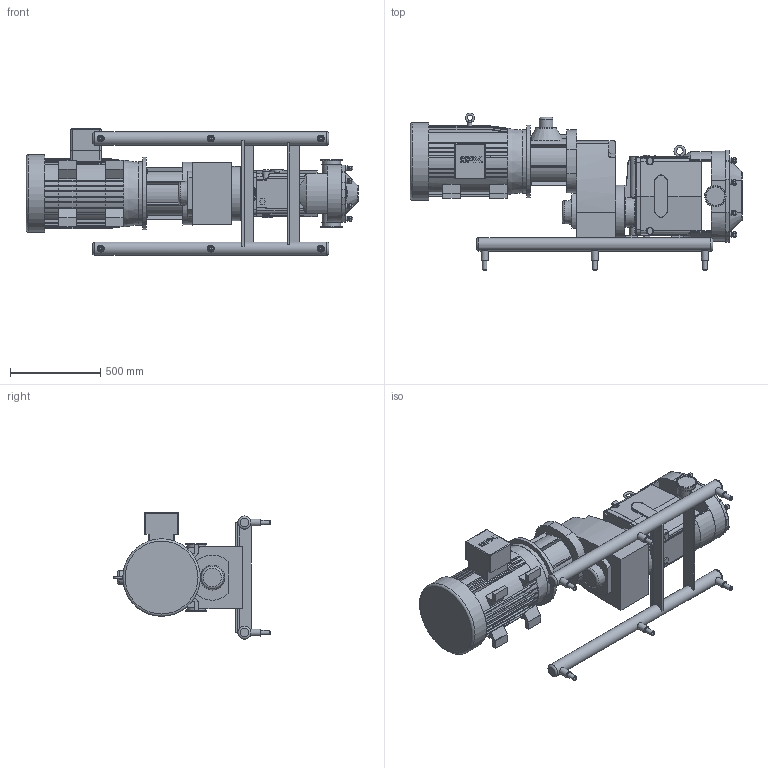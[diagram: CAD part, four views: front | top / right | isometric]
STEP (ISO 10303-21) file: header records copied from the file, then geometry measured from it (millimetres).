
FILE_DESCRIPTION(/* description */ (''),/* implementation_level */ '2;1');
FILE_NAME(/* name */ 'U2_210U2_326TC_4x4_S-Line_50HP_SM.stp',/* time_stamp */ '2020-10-20T15:43:19+05:00',/* author */ ('trtmhr'),/* organization */ (''),/* preprocessor_version */ 'ST-DEVELOPER v17',/* originating_system */ 'Autodesk Inventor 2018',/* authorisation */ '');
FILE_SCHEMA (('AUTOMOTIVE_DESIGN { 1 0 10303 214 3 1 1 }'));
Length unit declared in the file: inch
Products named in the file (1): U2_210U2_326TC_4x4_S-Line_50HP_SM
Bounding box: 1837.77 x 870.85 x 700.04 mm (x, y, z)
Volume: 213430999.2 mm3; surface area: 4971054.3 mm2
Topology: 6 solids, 6 shells, 1217 faces, 3270 edges, 2130 vertices
Faces by surface type: plane 623, cylinder 344, bspline 106, torus 81, cone 47, sphere 16
Full cylindrical faces by diameter (mm): 5.08 x1, 12.395 x5, 12.7 x4, 16.669 x1, 22.225 x1, 23.012 x8, 25.4 x6, 29.083 x8, 38.1 x10, 75.997 x1, 101.6 x2, 102.946 x4, 103.962 x2, 111.989 x1, 119.024 x2, 299.974 x1, 350.012 x1, 399.999 x1, 429.514 x1
Entity records: 42122 total; most frequent: CARTESIAN_POINT 11492, ORIENTED_EDGE 6524, DIRECTION 6133, EDGE_CURVE 3262, AXIS2_PLACEMENT_3D 2178, VERTEX_POINT 2130, LINE 1777, VECTOR 1777
